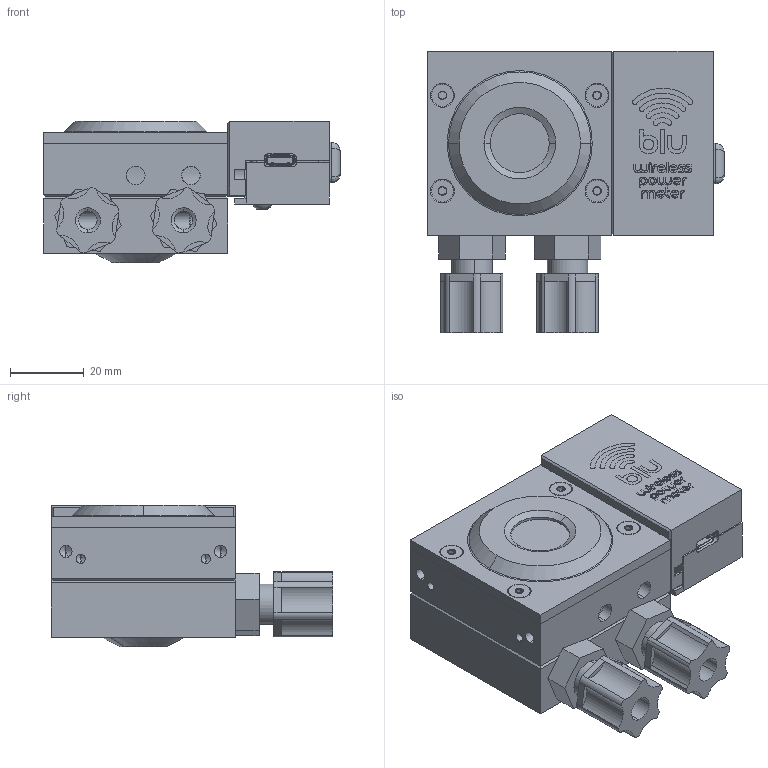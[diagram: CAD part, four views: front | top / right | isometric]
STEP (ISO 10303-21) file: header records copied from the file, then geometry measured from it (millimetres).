
FILE_DESCRIPTION (( 'STEP AP214' ), '1' );
FILE_NAME ('SK-9984 UP16K-100W-QED-BLU-D0.STEP', '2019-06-19T20:45:41', ( '' ), ( '' ), 'SwSTEP 2.0', 'SolidWorks 2018', '' );
FILE_SCHEMA (( 'AUTOMOTIVE_DESIGN' ));
Length unit declared in the file: millimetre
Products named in the file (1): SK-9984 UP16K-100W-QED-BLU-D0
Bounding box: 80.57 x 76.5 x 38.4 mm (x, y, z)
Volume: 112914.8 mm3; surface area: 42387 mm2
Topology: 20 solids, 29 shells, 2631 faces, 7233 edges, 4720 vertices
Faces by surface type: cylinder 1014, plane 978, bspline 468, cone 154, torus 12, sphere 5
Entity records: 202402 total; most frequent: CARTESIAN_POINT 113912, ORIENTED_EDGE 14404, DIRECTION 9682, EDGE_CURVE 7202, VERTEX_POINT 4720, VECTOR 3796, LINE 3796, AXIS2_PLACEMENT_3D 2943
